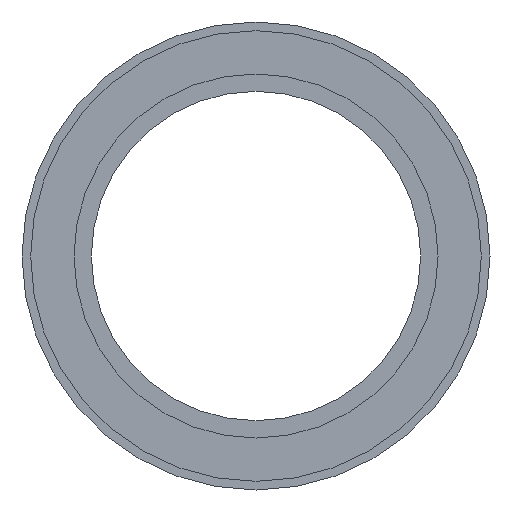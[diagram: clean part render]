
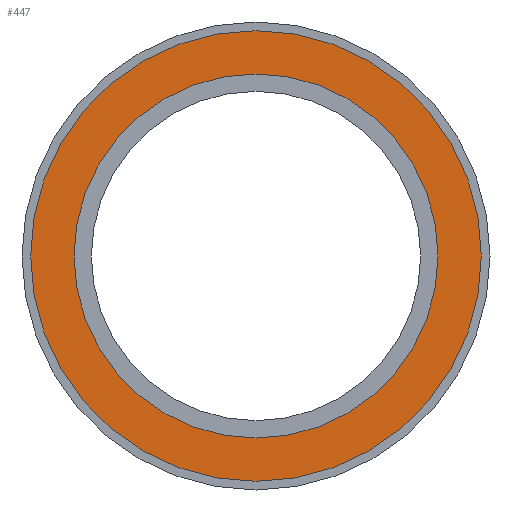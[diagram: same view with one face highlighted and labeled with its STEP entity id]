
A CAD part, front view. The second image highlights one B-rep face of the part: STEP entity #447.
In plain terms, the highlighted planar face has unit normal (0, -1, 0).
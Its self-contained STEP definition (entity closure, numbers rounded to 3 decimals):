
#11 = DIRECTION ( 'NONE',  ( 0., 0., -1. ) ) ;
#15 = EDGE_CURVE ( 'NONE', #235, #92, #316, .T. ) ;
#33 = DIRECTION ( 'NONE',  ( 0., -1., 0. ) ) ;
#35 = AXIS2_PLACEMENT_3D ( 'NONE', #280, #325, #11 ) ;
#47 = CARTESIAN_POINT ( 'NONE',  ( 0., 0., -13. ) ) ;
#62 = ORIENTED_EDGE ( 'NONE', *, *, #148, .T. ) ;
#68 = ORIENTED_EDGE ( 'NONE', *, *, #435, .F. ) ;
#82 = CARTESIAN_POINT ( 'NONE',  ( 0., 0., 0. ) ) ;
#88 = CARTESIAN_POINT ( 'NONE',  ( 0., 0., 13. ) ) ;
#92 = VERTEX_POINT ( 'NONE', #88 ) ;
#109 = EDGE_LOOP ( 'NONE', ( #171, #62 ) ) ;
#111 = DIRECTION ( 'NONE',  ( 0., 0., -1. ) ) ;
#119 = CARTESIAN_POINT ( 'NONE',  ( 0., 0., 0. ) ) ;
#148 = EDGE_CURVE ( 'NONE', #92, #235, #502, .T. ) ;
#158 = CARTESIAN_POINT ( 'NONE',  ( 0., 0., 0. ) ) ;
#171 = ORIENTED_EDGE ( 'NONE', *, *, #15, .T. ) ;
#174 = CIRCLE ( 'NONE', #537, 10.5 ) ;
#179 = AXIS2_PLACEMENT_3D ( 'NONE', #158, #33, #111 ) ;
#182 = DIRECTION ( 'NONE',  ( 0., 0., -1. ) ) ;
#202 = CIRCLE ( 'NONE', #520, 10.5 ) ;
#221 = DIRECTION ( 'NONE',  ( 0., -1., 0. ) ) ;
#227 = VERTEX_POINT ( 'NONE', #363 ) ;
#235 = VERTEX_POINT ( 'NONE', #47 ) ;
#241 = VERTEX_POINT ( 'NONE', #500 ) ;
#265 = DIRECTION ( 'NONE',  ( 0., 1., 0. ) ) ;
#280 = CARTESIAN_POINT ( 'NONE',  ( 0., 0., 0. ) ) ;
#316 = CIRCLE ( 'NONE', #35, 13. ) ;
#325 = DIRECTION ( 'NONE',  ( 0., -1., 0. ) ) ;
#329 = FACE_OUTER_BOUND ( 'NONE', #109, .T. ) ;
#339 = DIRECTION ( 'NONE',  ( 0., -1., 0. ) ) ;
#363 = CARTESIAN_POINT ( 'NONE',  ( 0., 0., -10.5 ) ) ;
#392 = DIRECTION ( 'NONE',  ( 0., 0., -1. ) ) ;
#414 = FACE_BOUND ( 'NONE', #456, .T. ) ;
#433 = PLANE ( 'NONE',  #564 ) ;
#435 = EDGE_CURVE ( 'NONE', #227, #241, #202, .T. ) ;
#447 = ADVANCED_FACE ( 'NONE', ( #414, #329 ), #433, .F. ) ;
#456 = EDGE_LOOP ( 'NONE', ( #68, #463 ) ) ;
#463 = ORIENTED_EDGE ( 'NONE', *, *, #515, .F. ) ;
#500 = CARTESIAN_POINT ( 'NONE',  ( 0., 0., 10.5 ) ) ;
#502 = CIRCLE ( 'NONE', #179, 13. ) ;
#515 = EDGE_CURVE ( 'NONE', #241, #227, #174, .T. ) ;
#520 = AXIS2_PLACEMENT_3D ( 'NONE', #556, #339, #182 ) ;
#537 = AXIS2_PLACEMENT_3D ( 'NONE', #82, #221, #392 ) ;
#556 = CARTESIAN_POINT ( 'NONE',  ( 0., 0., 0. ) ) ;
#563 = DIRECTION ( 'NONE',  ( 0., 0., 1. ) ) ;
#564 = AXIS2_PLACEMENT_3D ( 'NONE', #119, #265, #563 ) ;
